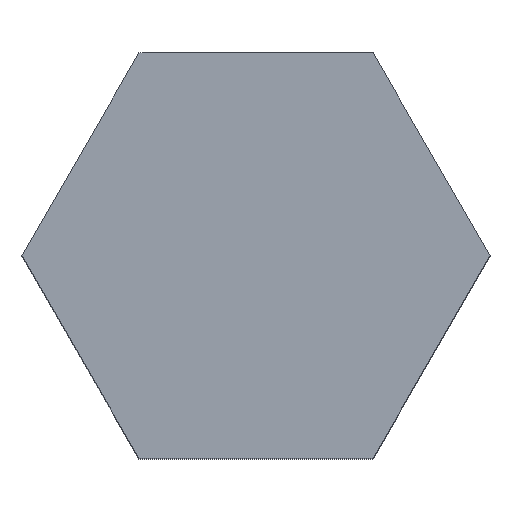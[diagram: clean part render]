
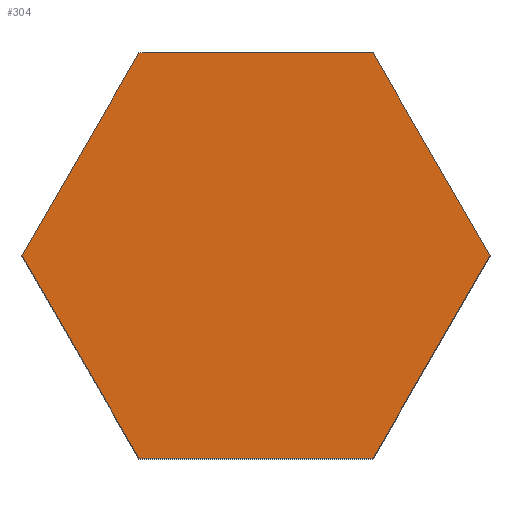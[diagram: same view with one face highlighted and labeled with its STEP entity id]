
A CAD part, top view. The second image highlights one B-rep face of the part: STEP entity #304.
In plain terms, the highlighted planar face has unit normal (0, 0, 1).
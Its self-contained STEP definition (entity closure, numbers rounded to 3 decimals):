
#31=PLANE('',#337);
#48=FACE_OUTER_BOUND('',#66,.T.);
#66=EDGE_LOOP('',(#270,#271,#272,#273,#274,#275));
#90=LINE('',#468,#127);
#93=LINE('',#474,#130);
#96=LINE('',#480,#133);
#99=LINE('',#486,#136);
#102=LINE('',#492,#139);
#105=LINE('',#496,#142);
#127=VECTOR('',#386,10.);
#130=VECTOR('',#391,10.);
#133=VECTOR('',#396,10.);
#136=VECTOR('',#401,10.);
#139=VECTOR('',#406,10.);
#142=VECTOR('',#411,10.);
#161=VERTEX_POINT('',#465);
#162=VERTEX_POINT('',#467);
#164=VERTEX_POINT('',#473);
#166=VERTEX_POINT('',#479);
#168=VERTEX_POINT('',#485);
#170=VERTEX_POINT('',#491);
#194=EDGE_CURVE('',#162,#161,#90,.T.);
#197=EDGE_CURVE('',#164,#162,#93,.T.);
#200=EDGE_CURVE('',#166,#164,#96,.T.);
#203=EDGE_CURVE('',#168,#166,#99,.T.);
#206=EDGE_CURVE('',#170,#168,#102,.T.);
#209=EDGE_CURVE('',#161,#170,#105,.T.);
#270=ORIENTED_EDGE('',*,*,#209,.T.);
#271=ORIENTED_EDGE('',*,*,#206,.T.);
#272=ORIENTED_EDGE('',*,*,#203,.T.);
#273=ORIENTED_EDGE('',*,*,#200,.T.);
#274=ORIENTED_EDGE('',*,*,#197,.T.);
#275=ORIENTED_EDGE('',*,*,#194,.T.);
#304=ADVANCED_FACE('',(#48),#31,.T.);
#337=AXIS2_PLACEMENT_3D('',#497,#412,#413);
#386=DIRECTION('',(1.,0.,0.));
#391=DIRECTION('',(0.5,-0.866,0.));
#396=DIRECTION('',(-0.5,-0.866,0.));
#401=DIRECTION('',(-1.,0.,0.));
#406=DIRECTION('',(-0.5,0.866,0.));
#411=DIRECTION('',(0.5,0.866,0.));
#412=DIRECTION('center_axis',(0.,0.,1.));
#413=DIRECTION('ref_axis',(1.,0.,0.));
#465=CARTESIAN_POINT('',(2.281,-3.95,3.));
#467=CARTESIAN_POINT('',(-2.281,-3.95,3.));
#468=CARTESIAN_POINT('',(-2.281,-3.95,3.));
#473=CARTESIAN_POINT('',(-4.561,0.,3.));
#474=CARTESIAN_POINT('',(-4.561,0.,3.));
#479=CARTESIAN_POINT('',(-2.281,3.95,3.));
#480=CARTESIAN_POINT('',(-2.281,3.95,3.));
#485=CARTESIAN_POINT('',(2.281,3.95,3.));
#486=CARTESIAN_POINT('',(2.281,3.95,3.));
#491=CARTESIAN_POINT('',(4.561,0.,3.));
#492=CARTESIAN_POINT('',(4.561,0.,3.));
#496=CARTESIAN_POINT('',(2.281,-3.95,3.));
#497=CARTESIAN_POINT('Origin',(0.,0.,3.));
